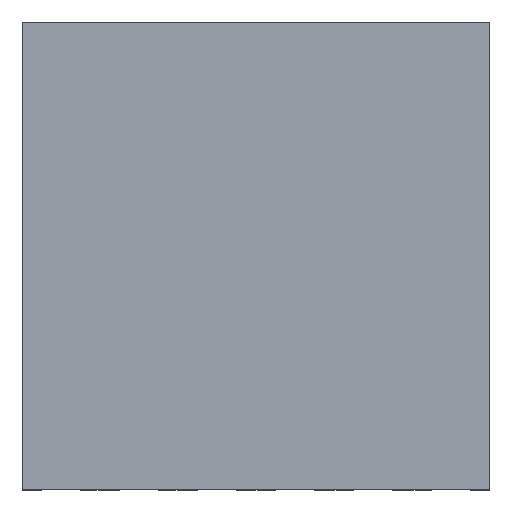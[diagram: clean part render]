
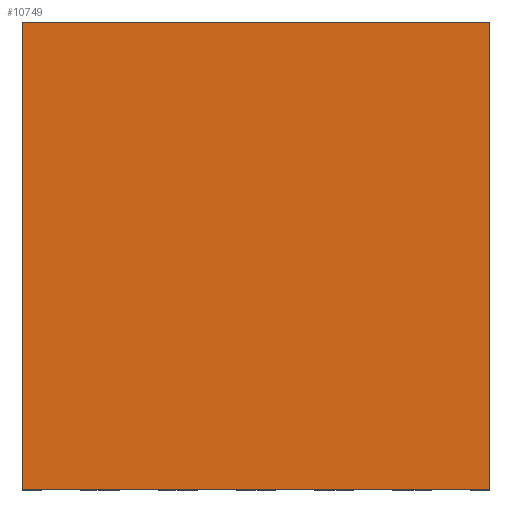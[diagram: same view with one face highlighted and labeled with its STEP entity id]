
A CAD part, top view. The second image highlights one B-rep face of the part: STEP entity #10749.
In plain terms, the highlighted planar face has unit normal (0, 0, 1).
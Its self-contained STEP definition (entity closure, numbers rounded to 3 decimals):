
#251=PLANE('',#13431);
#1202=LINE('',#18175,#2632);
#1211=LINE('',#18188,#2641);
#1215=LINE('',#18195,#2645);
#1221=LINE('',#18202,#2651);
#2632=VECTOR('',#15153,1000.);
#2641=VECTOR('',#15164,1000.);
#2645=VECTOR('',#15170,1000.);
#2651=VECTOR('',#15178,1000.);
#4949=ORIENTED_EDGE('',*,*,#7311,.T.);
#4950=ORIENTED_EDGE('',*,*,#7292,.T.);
#4951=ORIENTED_EDGE('',*,*,#7301,.T.);
#4952=ORIENTED_EDGE('',*,*,#7305,.T.);
#7292=EDGE_CURVE('',#8622,#8621,#1202,.T.);
#7301=EDGE_CURVE('',#8621,#8624,#1211,.T.);
#7305=EDGE_CURVE('',#8624,#8626,#1215,.T.);
#7311=EDGE_CURVE('',#8626,#8622,#1221,.T.);
#8621=VERTEX_POINT('',#18174);
#8622=VERTEX_POINT('',#18176);
#8624=VERTEX_POINT('',#18187);
#8626=VERTEX_POINT('',#18194);
#9567=EDGE_LOOP('',(#4949,#4950,#4951,#4952));
#10127=FACE_BOUND('',#9567,.T.);
#10749=ADVANCED_FACE('',(#10127),#251,.T.);
#13431=AXIS2_PLACEMENT_3D('',#18206,#15183,#15184);
#15153=DIRECTION('',(0.,-1.,0.));
#15164=DIRECTION('',(1.,0.,0.));
#15170=DIRECTION('',(0.,1.,0.));
#15178=DIRECTION('',(-1.,0.,0.));
#15183=DIRECTION('',(0.,0.,1.));
#15184=DIRECTION('',(1.,0.,0.));
#18174=CARTESIAN_POINT('',(-1.5,-1.5,0.8));
#18175=CARTESIAN_POINT('',(-1.5,1.5,0.8));
#18176=CARTESIAN_POINT('',(-1.5,1.5,0.8));
#18187=CARTESIAN_POINT('',(1.5,-1.5,0.8));
#18188=CARTESIAN_POINT('',(-1.5,-1.5,0.8));
#18194=CARTESIAN_POINT('',(1.5,1.5,0.8));
#18195=CARTESIAN_POINT('',(1.5,-1.5,0.8));
#18202=CARTESIAN_POINT('',(1.5,1.5,0.8));
#18206=CARTESIAN_POINT('',(0.,0.,0.8));
